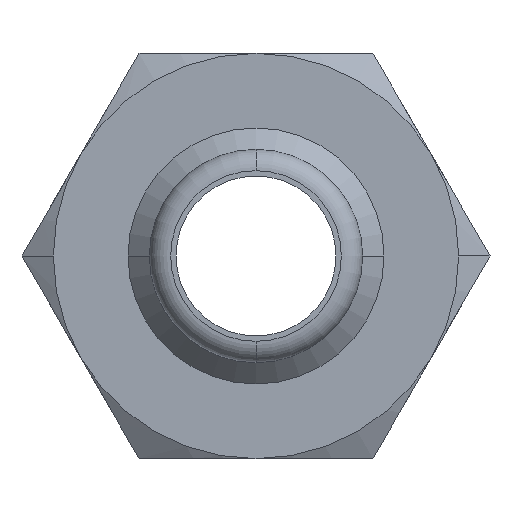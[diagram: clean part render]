
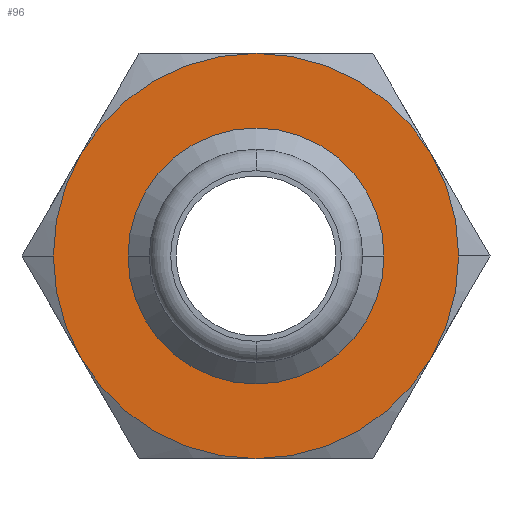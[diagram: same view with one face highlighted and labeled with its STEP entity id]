
A CAD part, front view. The second image highlights one B-rep face of the part: STEP entity #96.
In plain terms, the highlighted planar face has unit normal (0, -1, 0).
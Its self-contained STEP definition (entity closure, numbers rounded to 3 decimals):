
#96=ADVANCED_FACE('',(#222,#223),#224,.T.);
#222=FACE_OUTER_BOUND('',#377,.T.);
#223=FACE_BOUND('',#378,.T.);
#224=PLANE('',#379);
#377=EDGE_LOOP('',(#587,#588,#589,#590,#591,#592,#593,#594));
#378=EDGE_LOOP('',(#595,#596));
#379=AXIS2_PLACEMENT_3D('',#597,#598,#599);
#587=ORIENTED_EDGE('',*,*,#893,.F.);
#588=ORIENTED_EDGE('',*,*,#943,.F.);
#589=ORIENTED_EDGE('',*,*,#944,.F.);
#590=ORIENTED_EDGE('',*,*,#945,.F.);
#591=ORIENTED_EDGE('',*,*,#913,.F.);
#592=ORIENTED_EDGE('',*,*,#946,.F.);
#593=ORIENTED_EDGE('',*,*,#947,.F.);
#594=ORIENTED_EDGE('',*,*,#948,.F.);
#595=ORIENTED_EDGE('',*,*,#949,.F.);
#596=ORIENTED_EDGE('',*,*,#950,.F.);
#597=CARTESIAN_POINT('',(4.75,20.0,0.0));
#598=DIRECTION('',(-0.0,-1.0,-0.0));
#599=DIRECTION('',(-1.0,0.0,0.0));
#893=EDGE_CURVE('',#1048,#1045,#1050,.T.);
#913=EDGE_CURVE('',#1084,#1082,#1086,.T.);
#943=EDGE_CURVE('',#1129,#1048,#1130,.T.);
#944=EDGE_CURVE('',#1131,#1129,#1132,.T.);
#945=EDGE_CURVE('',#1082,#1131,#1133,.T.);
#946=EDGE_CURVE('',#1134,#1084,#1135,.T.);
#947=EDGE_CURVE('',#1136,#1134,#1137,.T.);
#948=EDGE_CURVE('',#1045,#1136,#1138,.T.);
#949=EDGE_CURVE('',#1139,#1140,#1141,.T.);
#950=EDGE_CURVE('',#1140,#1139,#1142,.T.);
#1045=VERTEX_POINT('',#1277);
#1048=VERTEX_POINT('',#1281);
#1050=CIRCLE('',#1294,9.5);
#1082=VERTEX_POINT('',#1328);
#1084=VERTEX_POINT('',#1331);
#1086=CIRCLE('',#1344,9.5);
#1129=VERTEX_POINT('',#1428);
#1130=CIRCLE('',#1429,9.5);
#1131=VERTEX_POINT('',#1430);
#1132=CIRCLE('',#1431,9.5);
#1133=CIRCLE('',#1432,9.5);
#1134=VERTEX_POINT('',#1433);
#1135=CIRCLE('',#1434,9.5);
#1136=VERTEX_POINT('',#1435);
#1137=CIRCLE('',#1436,9.5);
#1138=CIRCLE('',#1437,9.5);
#1139=VERTEX_POINT('',#1438);
#1140=VERTEX_POINT('',#1439);
#1141=CIRCLE('',#1440,6.0);
#1142=CIRCLE('',#1441,6.0);
#1277=CARTESIAN_POINT('',(9.5,20.0,0.));
#1281=CARTESIAN_POINT('',(8.227,20.0,4.75));
#1294=AXIS2_PLACEMENT_3D('',#1755,#1756,#1757);
#1328=CARTESIAN_POINT('',(-9.5,20.0,0.));
#1331=CARTESIAN_POINT('',(-8.227,20.0,-4.75));
#1344=AXIS2_PLACEMENT_3D('',#1797,#1798,#1799);
#1428=CARTESIAN_POINT('',(0.,20.0,9.5));
#1429=AXIS2_PLACEMENT_3D('',#1838,#1839,#1840);
#1430=CARTESIAN_POINT('',(-8.227,20.0,4.75));
#1431=AXIS2_PLACEMENT_3D('',#1841,#1842,#1843);
#1432=AXIS2_PLACEMENT_3D('',#1844,#1845,#1846);
#1433=CARTESIAN_POINT('',(0.0,20.0,-9.5));
#1434=AXIS2_PLACEMENT_3D('',#1847,#1848,#1849);
#1435=CARTESIAN_POINT('',(8.227,20.0,-4.75));
#1436=AXIS2_PLACEMENT_3D('',#1850,#1851,#1852);
#1437=AXIS2_PLACEMENT_3D('',#1853,#1854,#1855);
#1438=CARTESIAN_POINT('',(-6.0,20.0,0.));
#1439=CARTESIAN_POINT('',(6.0,20.0,0.));
#1440=AXIS2_PLACEMENT_3D('',#1856,#1857,#1858);
#1441=AXIS2_PLACEMENT_3D('',#1859,#1860,#1861);
#1755=CARTESIAN_POINT('',(0.0,20.0,0.0));
#1756=DIRECTION('',(-0.0,1.0,0.0));
#1757=DIRECTION('',(1.0,0.0,0.0));
#1797=CARTESIAN_POINT('',(0.0,20.0,0.0));
#1798=DIRECTION('',(-0.0,1.0,0.0));
#1799=DIRECTION('',(1.0,0.0,0.0));
#1838=CARTESIAN_POINT('',(0.0,20.0,0.0));
#1839=DIRECTION('',(-0.0,1.0,0.0));
#1840=DIRECTION('',(1.0,0.0,0.0));
#1841=CARTESIAN_POINT('',(0.0,20.0,0.0));
#1842=DIRECTION('',(-0.0,1.0,0.0));
#1843=DIRECTION('',(1.0,0.0,0.0));
#1844=CARTESIAN_POINT('',(0.0,20.0,0.0));
#1845=DIRECTION('',(-0.0,1.0,0.0));
#1846=DIRECTION('',(1.0,0.0,0.0));
#1847=CARTESIAN_POINT('',(0.0,20.0,0.0));
#1848=DIRECTION('',(-0.0,1.0,0.0));
#1849=DIRECTION('',(1.0,0.0,0.0));
#1850=CARTESIAN_POINT('',(0.0,20.0,0.0));
#1851=DIRECTION('',(-0.0,1.0,0.0));
#1852=DIRECTION('',(1.0,0.0,0.0));
#1853=CARTESIAN_POINT('',(0.0,20.0,0.0));
#1854=DIRECTION('',(-0.0,1.0,0.0));
#1855=DIRECTION('',(1.0,0.0,0.0));
#1856=CARTESIAN_POINT('',(0.0,20.0,0.0));
#1857=DIRECTION('',(0.0,-1.0,0.0));
#1858=DIRECTION('',(1.0,0.0,0.0));
#1859=CARTESIAN_POINT('',(0.0,20.0,0.0));
#1860=DIRECTION('',(0.0,-1.0,0.0));
#1861=DIRECTION('',(1.0,0.0,0.0));
